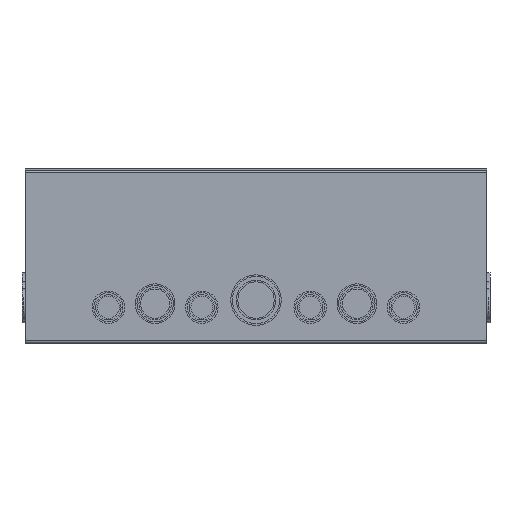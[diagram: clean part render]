
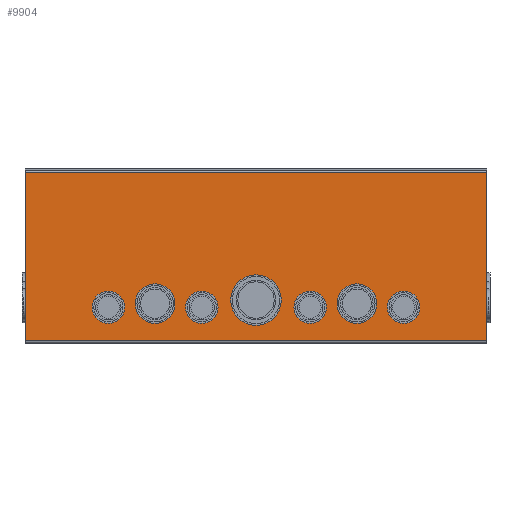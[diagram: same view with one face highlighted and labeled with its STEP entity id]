
A CAD part, left-side view. The second image highlights one B-rep face of the part: STEP entity #9904.
In plain terms, the highlighted planar face has unit normal (-1, 0, 0).
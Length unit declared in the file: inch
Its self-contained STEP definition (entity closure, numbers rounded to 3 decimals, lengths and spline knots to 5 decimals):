
#65 = ORIENTED_EDGE ( 'NONE', *, *, #1028, .F. ) ;
#116 = CARTESIAN_POINT ( 'NONE',  ( -8., -5.12, 0.6875 ) ) ;
#156 = CARTESIAN_POINT ( 'NONE',  ( -8., 0., 0.625 ) ) ;
#415 = FACE_BOUND ( 'NONE', #5945, .T. ) ;
#431 = CIRCLE ( 'NONE', #9903, 0.5625 ) ;
#474 = CARTESIAN_POINT ( 'NONE',  ( -8., -1.88, 0.6875 ) ) ;
#670 = CARTESIAN_POINT ( 'NONE',  ( -8., 0., 1.5 ) ) ;
#752 = CARTESIAN_POINT ( 'NONE',  ( -8., -3.5, 1.375 ) ) ;
#828 = VERTEX_POINT ( 'NONE', #3445 ) ;
#868 = DIRECTION ( 'NONE',  ( 0., -1., 0. ) ) ;
#1028 = EDGE_CURVE ( 'NONE', #8352, #8352, #6818, .T. ) ;
#1079 = CARTESIAN_POINT ( 'NONE',  ( -8., -8., 0.086 ) ) ;
#1292 = VECTOR ( 'NONE', #6859, 39.37008 ) ;
#1354 = EDGE_CURVE ( 'NONE', #5524, #9364, #7717, .T. ) ;
#1442 = DIRECTION ( 'NONE',  ( 1., 0., 0. ) ) ;
#1492 = DIRECTION ( 'NONE',  ( 0., 0., -1. ) ) ;
#1533 = ORIENTED_EDGE ( 'NONE', *, *, #10536, .F. ) ;
#1628 = DIRECTION ( 'NONE',  ( 0., 0., -1. ) ) ;
#1697 = CARTESIAN_POINT ( 'NONE',  ( -8., 1.88, 1.25 ) ) ;
#1911 = VERTEX_POINT ( 'NONE', #10804 ) ;
#1931 = CIRCLE ( 'NONE', #4102, 0.5625 ) ;
#1971 = DIRECTION ( 'NONE',  ( 0., 0., 1. ) ) ;
#1977 = EDGE_CURVE ( 'NONE', #11102, #11102, #4052, .T. ) ;
#2124 = CARTESIAN_POINT ( 'NONE',  ( -8., -1.88, 1.25 ) ) ;
#2185 = FACE_BOUND ( 'NONE', #4390, .T. ) ;
#2227 = ORIENTED_EDGE ( 'NONE', *, *, #5021, .T. ) ;
#2487 = DIRECTION ( 'NONE',  ( 0., 0., -1. ) ) ;
#2530 = CARTESIAN_POINT ( 'NONE',  ( -8., 8., 5.914 ) ) ;
#2531 = AXIS2_PLACEMENT_3D ( 'NONE', #670, #10147, #3184 ) ;
#2555 = DIRECTION ( 'NONE',  ( 0., 0., -1. ) ) ;
#2653 = EDGE_LOOP ( 'NONE', ( #65 ) ) ;
#2700 = EDGE_CURVE ( 'NONE', #828, #828, #9191, .T. ) ;
#2709 = AXIS2_PLACEMENT_3D ( 'NONE', #6699, #1442, #4745 ) ;
#2928 = DIRECTION ( 'NONE',  ( 0., 0., -1. ) ) ;
#3184 = DIRECTION ( 'NONE',  ( 0., 0., -1. ) ) ;
#3227 = DIRECTION ( 'NONE',  ( -1., 0., 0. ) ) ;
#3249 = ORIENTED_EDGE ( 'NONE', *, *, #3559, .F. ) ;
#3265 = AXIS2_PLACEMENT_3D ( 'NONE', #4034, #3227, #2487 ) ;
#3445 = CARTESIAN_POINT ( 'NONE',  ( -8., -3.5, 0.6875 ) ) ;
#3498 = EDGE_LOOP ( 'NONE', ( #1533 ) ) ;
#3559 = EDGE_CURVE ( 'NONE', #1911, #1911, #431, .T. ) ;
#3603 = ORIENTED_EDGE ( 'NONE', *, *, #1977, .F. ) ;
#3818 = ORIENTED_EDGE ( 'NONE', *, *, #4514, .T. ) ;
#4034 = CARTESIAN_POINT ( 'NONE',  ( -8., 3.5, 1.375 ) ) ;
#4052 = CIRCLE ( 'NONE', #7699, 0.5625 ) ;
#4066 = DIRECTION ( 'NONE',  ( -1., 0., 0. ) ) ;
#4102 = AXIS2_PLACEMENT_3D ( 'NONE', #8592, #10376, #2555 ) ;
#4280 = AXIS2_PLACEMENT_3D ( 'NONE', #752, #4066, #1492 ) ;
#4288 = EDGE_LOOP ( 'NONE', ( #5813 ) ) ;
#4390 = EDGE_LOOP ( 'NONE', ( #3249 ) ) ;
#4514 = EDGE_CURVE ( 'NONE', #11221, #9364, #5381, .T. ) ;
#4745 = DIRECTION ( 'NONE',  ( 0., 0., -1. ) ) ;
#4804 = FACE_OUTER_BOUND ( 'NONE', #10369, .T. ) ;
#4809 = CARTESIAN_POINT ( 'NONE',  ( -8., 1.88, 0.6875 ) ) ;
#5021 = EDGE_CURVE ( 'NONE', #5524, #10010, #10453, .T. ) ;
#5040 = DIRECTION ( 'NONE',  ( -1., 0., 0. ) ) ;
#5228 = DIRECTION ( 'NONE',  ( 0., 0., -1. ) ) ;
#5381 = LINE ( 'NONE', #9780, #7483 ) ;
#5409 = LINE ( 'NONE', #1079, #5468 ) ;
#5468 = VECTOR ( 'NONE', #7239, 39.37008 ) ;
#5524 = VERTEX_POINT ( 'NONE', #2530 ) ;
#5709 = AXIS2_PLACEMENT_3D ( 'NONE', #2124, #6360, #2928 ) ;
#5813 = ORIENTED_EDGE ( 'NONE', *, *, #6617, .F. ) ;
#5829 = FACE_BOUND ( 'NONE', #7236, .T. ) ;
#5945 = EDGE_LOOP ( 'NONE', ( #7536 ) ) ;
#5991 = CIRCLE ( 'NONE', #2531, 0.875 ) ;
#6097 = VERTEX_POINT ( 'NONE', #156 ) ;
#6360 = DIRECTION ( 'NONE',  ( -1., 0., 0. ) ) ;
#6474 = PLANE ( 'NONE',  #2709 ) ;
#6527 = FACE_BOUND ( 'NONE', #7995, .T. ) ;
#6587 = FACE_BOUND ( 'NONE', #4288, .T. ) ;
#6617 = EDGE_CURVE ( 'NONE', #8040, #8040, #1931, .T. ) ;
#6699 = CARTESIAN_POINT ( 'NONE',  ( -8., -8., 0.047 ) ) ;
#6734 = CIRCLE ( 'NONE', #3265, 0.6875 ) ;
#6818 = CIRCLE ( 'NONE', #5709, 0.5625 ) ;
#6859 = DIRECTION ( 'NONE',  ( 0., 0., -1. ) ) ;
#6872 = ORIENTED_EDGE ( 'NONE', *, *, #1354, .F. ) ;
#7236 = EDGE_LOOP ( 'NONE', ( #3603 ) ) ;
#7239 = DIRECTION ( 'NONE',  ( 0., 1., 0. ) ) ;
#7483 = VECTOR ( 'NONE', #1971, 39.37008 ) ;
#7531 = ORIENTED_EDGE ( 'NONE', *, *, #7636, .F. ) ;
#7536 = ORIENTED_EDGE ( 'NONE', *, *, #10958, .F. ) ;
#7636 = EDGE_CURVE ( 'NONE', #11221, #10010, #5409, .T. ) ;
#7667 = CARTESIAN_POINT ( 'NONE',  ( -8., 8., 0.086 ) ) ;
#7699 = AXIS2_PLACEMENT_3D ( 'NONE', #1697, #8590, #5228 ) ;
#7717 = LINE ( 'NONE', #7835, #11268 ) ;
#7835 = CARTESIAN_POINT ( 'NONE',  ( -8., -8., 5.914 ) ) ;
#7995 = EDGE_LOOP ( 'NONE', ( #9538 ) ) ;
#8040 = VERTEX_POINT ( 'NONE', #116 ) ;
#8352 = VERTEX_POINT ( 'NONE', #474 ) ;
#8590 = DIRECTION ( 'NONE',  ( -1., 0., 0. ) ) ;
#8592 = CARTESIAN_POINT ( 'NONE',  ( -8., -5.12, 1.25 ) ) ;
#8935 = CARTESIAN_POINT ( 'NONE',  ( -8., -8., 5.914 ) ) ;
#9034 = CARTESIAN_POINT ( 'NONE',  ( -8., -8., 0.086 ) ) ;
#9086 = FACE_BOUND ( 'NONE', #2653, .T. ) ;
#9191 = CIRCLE ( 'NONE', #4280, 0.6875 ) ;
#9364 = VERTEX_POINT ( 'NONE', #8935 ) ;
#9415 = CARTESIAN_POINT ( 'NONE',  ( -8., 8., 0.057 ) ) ;
#9538 = ORIENTED_EDGE ( 'NONE', *, *, #2700, .F. ) ;
#9743 = VERTEX_POINT ( 'NONE', #11239 ) ;
#9780 = CARTESIAN_POINT ( 'NONE',  ( -8., -8., 0.057 ) ) ;
#9903 = AXIS2_PLACEMENT_3D ( 'NONE', #11052, #5040, #1628 ) ;
#9904 = ADVANCED_FACE ( 'NONE', ( #4804, #9999, #9086, #6527, #6587, #2185, #415, #5829 ), #6474, .F. ) ;
#9999 = FACE_BOUND ( 'NONE', #3498, .T. ) ;
#10010 = VERTEX_POINT ( 'NONE', #7667 ) ;
#10147 = DIRECTION ( 'NONE',  ( -1., 0., 0. ) ) ;
#10369 = EDGE_LOOP ( 'NONE', ( #6872, #2227, #7531, #3818 ) ) ;
#10376 = DIRECTION ( 'NONE',  ( -1., 0., 0. ) ) ;
#10453 = LINE ( 'NONE', #9415, #1292 ) ;
#10536 = EDGE_CURVE ( 'NONE', #6097, #6097, #5991, .T. ) ;
#10804 = CARTESIAN_POINT ( 'NONE',  ( -8., 5.12, 0.6875 ) ) ;
#10958 = EDGE_CURVE ( 'NONE', #9743, #9743, #6734, .T. ) ;
#11052 = CARTESIAN_POINT ( 'NONE',  ( -8., 5.12, 1.25 ) ) ;
#11102 = VERTEX_POINT ( 'NONE', #4809 ) ;
#11221 = VERTEX_POINT ( 'NONE', #9034 ) ;
#11239 = CARTESIAN_POINT ( 'NONE',  ( -8., 3.5, 0.6875 ) ) ;
#11268 = VECTOR ( 'NONE', #868, 39.37008 ) ;
